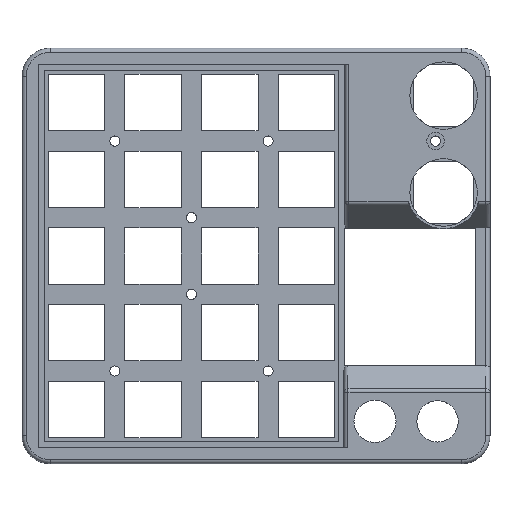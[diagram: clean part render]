
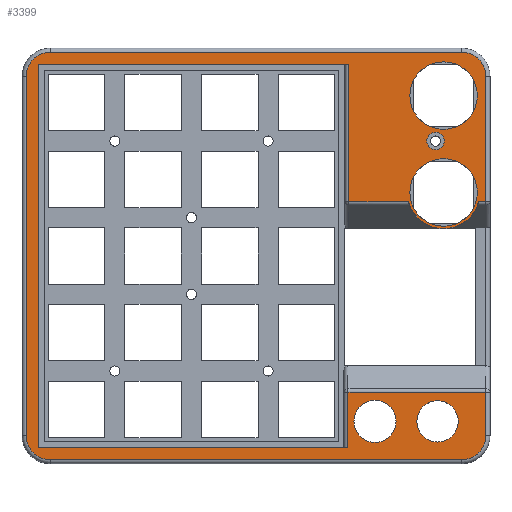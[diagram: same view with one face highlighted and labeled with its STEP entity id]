
A CAD part, top view. The second image highlights one B-rep face of the part: STEP entity #3399.
In plain terms, the highlighted planar face has unit normal (0, 0, 1).
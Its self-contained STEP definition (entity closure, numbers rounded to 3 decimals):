
#21=FACE_BOUND('',#449,.T.);
#22=FACE_BOUND('',#450,.T.);
#23=FACE_BOUND('',#451,.T.);
#24=FACE_BOUND('',#452,.T.);
#25=FACE_BOUND('',#453,.T.);
#143=CIRCLE('',#3575,6.);
#147=CIRCLE('',#3581,6.);
#151=CIRCLE('',#3587,6.);
#154=CIRCLE('',#3592,6.);
#168=CIRCLE('',#3636,9.);
#169=CIRCLE('',#3638,8.375);
#179=CIRCLE('',#3651,8.375);
#180=CIRCLE('',#3652,2.15);
#181=CIRCLE('',#3653,5.225);
#182=CIRCLE('',#3654,5.125);
#267=FACE_OUTER_BOUND('',#448,.T.);
#448=EDGE_LOOP('',(#2437,#2438,#2439,#2440,#2441,#2442,#2443,#2444,#2445,
#2446,#2447,#2448,#2449,#2450,#2451,#2452,#2453,#2454));
#449=EDGE_LOOP('',(#2455));
#450=EDGE_LOOP('',(#2456));
#451=EDGE_LOOP('',(#2457));
#452=EDGE_LOOP('',(#2458));
#453=EDGE_LOOP('',(#2459));
#672=LINE('',#4827,#1067);
#674=LINE('',#4835,#1069);
#676=LINE('',#4844,#1071);
#678=LINE('',#4853,#1073);
#679=LINE('',#4864,#1074);
#681=LINE('',#4876,#1076);
#683=LINE('',#4887,#1078);
#685=LINE('',#4899,#1080);
#711=LINE('',#4990,#1106);
#712=LINE('',#4995,#1107);
#722=LINE('',#5045,#1117);
#723=LINE('',#5047,#1118);
#724=LINE('',#5048,#1119);
#1067=VECTOR('',#3872,10.);
#1069=VECTOR('',#3880,10.);
#1071=VECTOR('',#3888,10.);
#1073=VECTOR('',#3896,10.);
#1074=VECTOR('',#3909,10.);
#1076=VECTOR('',#3923,10.);
#1078=VECTOR('',#3937,10.);
#1080=VECTOR('',#3957,10.);
#1106=VECTOR('',#4037,10.);
#1107=VECTOR('',#4042,10.);
#1117=VECTOR('',#4096,10.);
#1118=VECTOR('',#4097,10.);
#1119=VECTOR('',#4098,10.);
#1460=VERTEX_POINT('',#4820);
#1463=VERTEX_POINT('',#4825);
#1464=VERTEX_POINT('',#4829);
#1467=VERTEX_POINT('',#4837);
#1470=VERTEX_POINT('',#4842);
#1471=VERTEX_POINT('',#4846);
#1474=VERTEX_POINT('',#4851);
#1476=VERTEX_POINT('',#4856);
#1478=VERTEX_POINT('',#4862);
#1480=VERTEX_POINT('',#4868);
#1482=VERTEX_POINT('',#4874);
#1484=VERTEX_POINT('',#4880);
#1486=VERTEX_POINT('',#4898);
#1507=VERTEX_POINT('',#4979);
#1508=VERTEX_POINT('',#4981);
#1510=VERTEX_POINT('',#4994);
#1514=VERTEX_POINT('',#5012);
#1528=VERTEX_POINT('',#5044);
#1529=VERTEX_POINT('',#5046);
#1530=VERTEX_POINT('',#5049);
#1531=VERTEX_POINT('',#5051);
#1532=VERTEX_POINT('',#5053);
#1533=VERTEX_POINT('',#5055);
#1779=EDGE_CURVE('',#1463,#1460,#672,.T.);
#1783=EDGE_CURVE('',#1460,#1464,#674,.T.);
#1787=EDGE_CURVE('',#1470,#1467,#676,.T.);
#1791=EDGE_CURVE('',#1474,#1471,#678,.T.);
#1793=EDGE_CURVE('',#1476,#1474,#143,.T.);
#1796=EDGE_CURVE('',#1478,#1476,#679,.T.);
#1799=EDGE_CURVE('',#1480,#1478,#147,.T.);
#1802=EDGE_CURVE('',#1482,#1480,#681,.T.);
#1805=EDGE_CURVE('',#1484,#1482,#151,.T.);
#1808=EDGE_CURVE('',#1464,#1484,#683,.T.);
#1810=EDGE_CURVE('',#1471,#1470,#154,.T.);
#1815=EDGE_CURVE('',#1467,#1486,#685,.T.);
#1855=EDGE_CURVE('',#1508,#1507,#711,.T.);
#1857=EDGE_CURVE('',#1507,#1510,#712,.T.);
#1865=EDGE_CURVE('',#1508,#1486,#168,.T.);
#1866=EDGE_CURVE('',#1514,#1514,#169,.T.);
#1881=EDGE_CURVE('',#1463,#1528,#722,.T.);
#1882=EDGE_CURVE('',#1528,#1529,#723,.F.);
#1883=EDGE_CURVE('',#1529,#1510,#724,.F.);
#1884=EDGE_CURVE('',#1530,#1530,#179,.T.);
#1885=EDGE_CURVE('',#1531,#1531,#180,.T.);
#1886=EDGE_CURVE('',#1532,#1532,#181,.T.);
#1887=EDGE_CURVE('',#1533,#1533,#182,.T.);
#2437=ORIENTED_EDGE('',*,*,#1881,.T.);
#2438=ORIENTED_EDGE('',*,*,#1882,.T.);
#2439=ORIENTED_EDGE('',*,*,#1883,.T.);
#2440=ORIENTED_EDGE('',*,*,#1857,.F.);
#2441=ORIENTED_EDGE('',*,*,#1855,.F.);
#2442=ORIENTED_EDGE('',*,*,#1865,.T.);
#2443=ORIENTED_EDGE('',*,*,#1815,.F.);
#2444=ORIENTED_EDGE('',*,*,#1787,.F.);
#2445=ORIENTED_EDGE('',*,*,#1810,.F.);
#2446=ORIENTED_EDGE('',*,*,#1791,.F.);
#2447=ORIENTED_EDGE('',*,*,#1793,.F.);
#2448=ORIENTED_EDGE('',*,*,#1796,.F.);
#2449=ORIENTED_EDGE('',*,*,#1799,.F.);
#2450=ORIENTED_EDGE('',*,*,#1802,.F.);
#2451=ORIENTED_EDGE('',*,*,#1805,.F.);
#2452=ORIENTED_EDGE('',*,*,#1808,.F.);
#2453=ORIENTED_EDGE('',*,*,#1783,.F.);
#2454=ORIENTED_EDGE('',*,*,#1779,.F.);
#2455=ORIENTED_EDGE('',*,*,#1866,.T.);
#2456=ORIENTED_EDGE('',*,*,#1884,.T.);
#2457=ORIENTED_EDGE('',*,*,#1885,.T.);
#2458=ORIENTED_EDGE('',*,*,#1886,.T.);
#2459=ORIENTED_EDGE('',*,*,#1887,.T.);
#3235=PLANE('',#3650);
#3399=ADVANCED_FACE('',(#267,#21,#22,#23,#24,#25),#3235,.T.);
#3575=AXIS2_PLACEMENT_3D('',#4858,#3901,#3902);
#3581=AXIS2_PLACEMENT_3D('',#4870,#3915,#3916);
#3587=AXIS2_PLACEMENT_3D('',#4882,#3929,#3930);
#3592=AXIS2_PLACEMENT_3D('',#4890,#3941,#3942);
#3636=AXIS2_PLACEMENT_3D('',#5010,#4061,#4062);
#3638=AXIS2_PLACEMENT_3D('',#5013,#4065,#4066);
#3650=AXIS2_PLACEMENT_3D('',#5043,#4094,#4095);
#3651=AXIS2_PLACEMENT_3D('',#5050,#4099,#4100);
#3652=AXIS2_PLACEMENT_3D('',#5052,#4101,#4102);
#3653=AXIS2_PLACEMENT_3D('',#5054,#4103,#4104);
#3654=AXIS2_PLACEMENT_3D('',#5056,#4105,#4106);
#3872=DIRECTION('',(0.,1.,0.));
#3880=DIRECTION('',(1.,0.,0.));
#3888=DIRECTION('',(0.,-1.,0.));
#3896=DIRECTION('',(1.,0.,0.));
#3901=DIRECTION('center_axis',(0.,0.,-1.));
#3902=DIRECTION('ref_axis',(-0.707,0.707,0.));
#3909=DIRECTION('',(0.,1.,0.));
#3915=DIRECTION('center_axis',(0.,0.,-1.));
#3916=DIRECTION('ref_axis',(-0.707,-0.707,0.));
#3923=DIRECTION('',(-1.,0.,0.));
#3929=DIRECTION('center_axis',(0.,0.,-1.));
#3930=DIRECTION('ref_axis',(0.707,-0.707,0.));
#3937=DIRECTION('',(0.,-1.,0.));
#3941=DIRECTION('center_axis',(0.,0.,-1.));
#3942=DIRECTION('ref_axis',(0.707,0.707,0.));
#3957=DIRECTION('',(-1.,0.,0.));
#4037=DIRECTION('',(-1.,0.,0.));
#4042=DIRECTION('',(0.,1.,0.));
#4061=DIRECTION('center_axis',(0.,0.,1.));
#4062=DIRECTION('ref_axis',(-1.,0.,0.));
#4065=DIRECTION('center_axis',(0.,0.,-1.));
#4066=DIRECTION('ref_axis',(-1.,0.,0.));
#4094=DIRECTION('center_axis',(0.,0.,1.));
#4095=DIRECTION('ref_axis',(1.,0.,0.));
#4096=DIRECTION('',(-1.,0.,0.));
#4097=DIRECTION('',(0.,-1.,0.));
#4098=DIRECTION('',(-1.,0.,0.));
#4099=DIRECTION('center_axis',(0.,0.,-1.));
#4100=DIRECTION('ref_axis',(-1.,0.,0.));
#4101=DIRECTION('center_axis',(0.,0.,-1.));
#4102=DIRECTION('ref_axis',(-1.,0.,0.));
#4103=DIRECTION('center_axis',(0.,0.,-1.));
#4104=DIRECTION('ref_axis',(-1.,0.,0.));
#4105=DIRECTION('center_axis',(0.,0.,-1.));
#4106=DIRECTION('ref_axis',(-1.,0.,0.));
#4820=CARTESIAN_POINT('',(77.3,14.259,15.504));
#4825=CARTESIAN_POINT('',(77.3,0.5,15.504));
#4827=CARTESIAN_POINT('',(77.3,34.375,15.504));
#4829=CARTESIAN_POINT('',(111.5,14.259,15.504));
#4835=CARTESIAN_POINT('',(68.125,14.259,15.504));
#4837=CARTESIAN_POINT('',(111.5,61.49,15.504));
#4842=CARTESIAN_POINT('',(111.5,92.5,15.504));
#4844=CARTESIAN_POINT('',(111.5,25.75,15.504));
#4846=CARTESIAN_POINT('',(105.5,98.5,15.504));
#4851=CARTESIAN_POINT('',(3.5,98.5,15.504));
#4853=CARTESIAN_POINT('',(80.,98.5,15.504));
#4856=CARTESIAN_POINT('',(-2.5,92.5,15.504));
#4858=CARTESIAN_POINT('Origin',(3.5,92.5,15.504));
#4862=CARTESIAN_POINT('',(-2.5,3.5,15.504));
#4864=CARTESIAN_POINT('',(-2.5,70.25,15.504));
#4868=CARTESIAN_POINT('',(3.5,-2.5,15.504));
#4870=CARTESIAN_POINT('Origin',(3.5,3.5,15.504));
#4874=CARTESIAN_POINT('',(105.5,-2.5,15.504));
#4876=CARTESIAN_POINT('',(29.,-2.5,15.504));
#4880=CARTESIAN_POINT('',(111.5,3.5,15.504));
#4882=CARTESIAN_POINT('Origin',(105.5,3.5,15.504));
#4887=CARTESIAN_POINT('',(111.5,25.75,15.504));
#4890=CARTESIAN_POINT('Origin',(105.5,92.5,15.504));
#4898=CARTESIAN_POINT('',(109.712,61.49,15.504));
#4899=CARTESIAN_POINT('',(59.85,61.49,15.504));
#4979=CARTESIAN_POINT('',(77.5,61.49,15.504));
#4981=CARTESIAN_POINT('',(92.288,61.49,15.504));
#4990=CARTESIAN_POINT('',(59.85,61.49,15.504));
#4994=CARTESIAN_POINT('',(77.5,95.5,15.504));
#4995=CARTESIAN_POINT('',(77.5,71.65,15.504));
#5010=CARTESIAN_POINT('Origin',(101.,63.75,15.504));
#5012=CARTESIAN_POINT('',(109.375,63.75,15.504));
#5013=CARTESIAN_POINT('Origin',(101.,63.75,15.504));
#5043=CARTESIAN_POINT('Origin',(54.5,48.,15.504));
#5044=CARTESIAN_POINT('',(0.5,0.5,15.504));
#5045=CARTESIAN_POINT('',(65.4,0.5,15.504));
#5046=CARTESIAN_POINT('',(0.5,95.5,15.504));
#5047=CARTESIAN_POINT('',(0.5,24.35,15.504));
#5048=CARTESIAN_POINT('',(27.6,95.5,15.504));
#5049=CARTESIAN_POINT('',(109.375,87.75,15.504));
#5050=CARTESIAN_POINT('Origin',(101.,87.75,15.504));
#5051=CARTESIAN_POINT('',(101.15,76.5,15.504));
#5052=CARTESIAN_POINT('Origin',(99.,76.5,15.504));
#5053=CARTESIAN_POINT('',(89.225,7.,15.504));
#5054=CARTESIAN_POINT('Origin',(84.,7.,15.504));
#5055=CARTESIAN_POINT('',(104.625,7.,15.504));
#5056=CARTESIAN_POINT('Origin',(99.5,7.,15.504));
